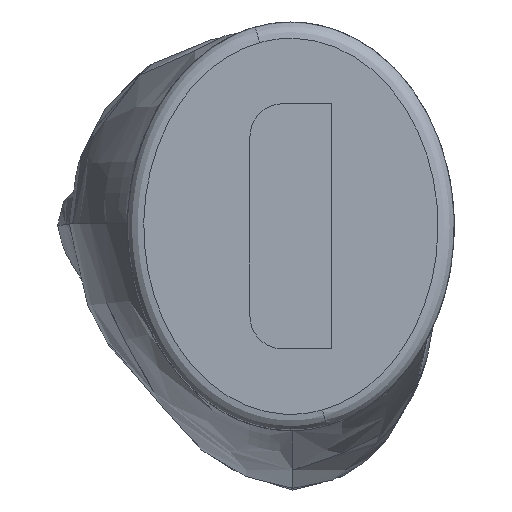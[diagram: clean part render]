
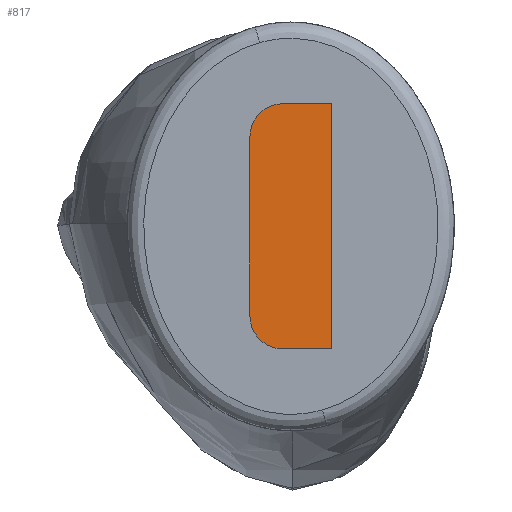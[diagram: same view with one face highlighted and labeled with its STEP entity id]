
A CAD part, left-side view. The second image highlights one B-rep face of the part: STEP entity #817.
In plain terms, the highlighted planar face has unit normal (-1, 0, 0).
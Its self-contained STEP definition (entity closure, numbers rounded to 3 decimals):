
#87 = VERTEX_POINT ( 'NONE', #3711 ) ;
#89 = EDGE_CURVE ( 'NONE', #87, #301, #1472, .T. ) ;
#185 = EDGE_CURVE ( 'NONE', #316, #4422, #1936, .T. ) ;
#200 = DIRECTION ( 'NONE',  ( 0., 0., 1. ) ) ;
#301 = VERTEX_POINT ( 'NONE', #562 ) ;
#316 = VERTEX_POINT ( 'NONE', #5088 ) ;
#468 = CARTESIAN_POINT ( 'NONE',  ( 20., -2.5, 7.5 ) ) ;
#562 = CARTESIAN_POINT ( 'NONE',  ( 20., 2.5, 5.5 ) ) ;
#588 = DIRECTION ( 'NONE',  ( 0., 0., 1. ) ) ;
#776 = DIRECTION ( 'NONE',  ( -1., 0., 0. ) ) ;
#817 = ADVANCED_FACE ( 'NONE', ( #1290 ), #1712, .T. ) ;
#951 = ORIENTED_EDGE ( 'NONE', *, *, #3109, .T. ) ;
#1181 = VECTOR ( 'NONE', #3323, 1000. ) ;
#1290 = FACE_OUTER_BOUND ( 'NONE', #5317, .T. ) ;
#1302 = AXIS2_PLACEMENT_3D ( 'NONE', #2114, #2998, #200 ) ;
#1332 = EDGE_CURVE ( 'NONE', #4441, #316, #3491, .T. ) ;
#1461 = DIRECTION ( 'NONE',  ( -1., 0., 0. ) ) ;
#1472 = CIRCLE ( 'NONE', #4794, 2. ) ;
#1712 = PLANE ( 'NONE',  #2246 ) ;
#1742 = VERTEX_POINT ( 'NONE', #5509 ) ;
#1839 = LINE ( 'NONE', #468, #3091 ) ;
#1868 = EDGE_CURVE ( 'NONE', #301, #1742, #3226, .T. ) ;
#1870 = EDGE_CURVE ( 'NONE', #4422, #87, #1839, .T. ) ;
#1936 = LINE ( 'NONE', #4159, #1181 ) ;
#2114 = CARTESIAN_POINT ( 'NONE',  ( 20., 0.5, -5.5 ) ) ;
#2246 = AXIS2_PLACEMENT_3D ( 'NONE', #4010, #776, #3599 ) ;
#2287 = DIRECTION ( 'NONE',  ( 0., 1., 0. ) ) ;
#2369 = DIRECTION ( 'NONE',  ( 0., 0., -1. ) ) ;
#2865 = ORIENTED_EDGE ( 'NONE', *, *, #1332, .T. ) ;
#2998 = DIRECTION ( 'NONE',  ( -1., 0., 0. ) ) ;
#3091 = VECTOR ( 'NONE', #2287, 1000. ) ;
#3109 = EDGE_CURVE ( 'NONE', #1742, #4441, #3474, .T. ) ;
#3186 = ORIENTED_EDGE ( 'NONE', *, *, #89, .T. ) ;
#3226 = LINE ( 'NONE', #5014, #5638 ) ;
#3323 = DIRECTION ( 'NONE',  ( 0., 0., 1. ) ) ;
#3474 = CIRCLE ( 'NONE', #1302, 2. ) ;
#3491 = LINE ( 'NONE', #5307, #3647 ) ;
#3599 = DIRECTION ( 'NONE',  ( 0., 0., 1. ) ) ;
#3647 = VECTOR ( 'NONE', #4415, 1000. ) ;
#3711 = CARTESIAN_POINT ( 'NONE',  ( 20., 0.5, 7.5 ) ) ;
#4007 = CARTESIAN_POINT ( 'NONE',  ( 20., 0.5, -7.5 ) ) ;
#4010 = CARTESIAN_POINT ( 'NONE',  ( 20., 0.5, 5.5 ) ) ;
#4072 = ORIENTED_EDGE ( 'NONE', *, *, #1868, .T. ) ;
#4124 = CARTESIAN_POINT ( 'NONE',  ( 20., -2.5, 7.5 ) ) ;
#4159 = CARTESIAN_POINT ( 'NONE',  ( 20., -2.5, 7.5 ) ) ;
#4415 = DIRECTION ( 'NONE',  ( 0., -1., 0. ) ) ;
#4422 = VERTEX_POINT ( 'NONE', #4124 ) ;
#4441 = VERTEX_POINT ( 'NONE', #4007 ) ;
#4665 = CARTESIAN_POINT ( 'NONE',  ( 20., 0.5, 5.5 ) ) ;
#4794 = AXIS2_PLACEMENT_3D ( 'NONE', #4665, #1461, #588 ) ;
#4901 = ORIENTED_EDGE ( 'NONE', *, *, #1870, .T. ) ;
#5014 = CARTESIAN_POINT ( 'NONE',  ( 20., 2.5, 5.5 ) ) ;
#5088 = CARTESIAN_POINT ( 'NONE',  ( 20., -2.5, -7.5 ) ) ;
#5307 = CARTESIAN_POINT ( 'NONE',  ( 20., -2.5, -7.5 ) ) ;
#5317 = EDGE_LOOP ( 'NONE', ( #4901, #3186, #4072, #951, #2865, #5471 ) ) ;
#5471 = ORIENTED_EDGE ( 'NONE', *, *, #185, .T. ) ;
#5509 = CARTESIAN_POINT ( 'NONE',  ( 20., 2.5, -5.5 ) ) ;
#5638 = VECTOR ( 'NONE', #2369, 1000. ) ;
